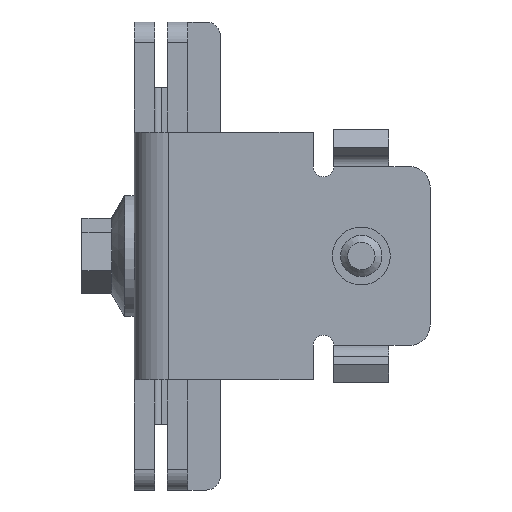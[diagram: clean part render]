
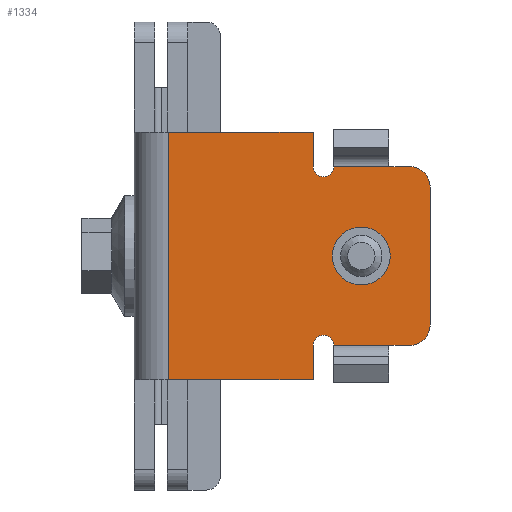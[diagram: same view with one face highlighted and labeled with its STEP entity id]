
A CAD part, left-side view. The second image highlights one B-rep face of the part: STEP entity #1334.
In plain terms, the highlighted face is planar.
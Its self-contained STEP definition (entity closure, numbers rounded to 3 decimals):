
#1135=FACE_BOUND('',#1776,.T.);
#1136=FACE_BOUND('',#1777,.T.);
#1208=CIRCLE('',#4426,3.);
#1209=CIRCLE('',#4427,1.5);
#1210=CIRCLE('',#4428,1.5);
#1211=CIRCLE('',#4429,3.);
#1212=CIRCLE('',#4430,4.2);
#1334=ADVANCED_FACE('',(#1135,#1136),#1491,.T.);
#1491=PLANE('',#4431);
#1776=EDGE_LOOP('',(#2284,#2285,#2286,#2287,#2288,#2289,#2290,#2291,#2292,
#2293,#2294,#2295,#2296,#2297,#2298,#2299));
#1777=EDGE_LOOP('',(#2300));
#2284=ORIENTED_EDGE('',*,*,#3243,.T.);
#2285=ORIENTED_EDGE('',*,*,#3244,.T.);
#2286=ORIENTED_EDGE('',*,*,#3245,.F.);
#2287=ORIENTED_EDGE('',*,*,#3225,.F.);
#2288=ORIENTED_EDGE('',*,*,#3246,.F.);
#2289=ORIENTED_EDGE('',*,*,#3247,.T.);
#2290=ORIENTED_EDGE('',*,*,#3248,.T.);
#2291=ORIENTED_EDGE('',*,*,#3249,.T.);
#2292=ORIENTED_EDGE('',*,*,#3250,.T.);
#2293=ORIENTED_EDGE('',*,*,#3251,.T.);
#2294=ORIENTED_EDGE('',*,*,#3252,.F.);
#2295=ORIENTED_EDGE('',*,*,#3253,.F.);
#2296=ORIENTED_EDGE('',*,*,#3254,.F.);
#2297=ORIENTED_EDGE('',*,*,#3255,.F.);
#2298=ORIENTED_EDGE('',*,*,#3256,.F.);
#2299=ORIENTED_EDGE('',*,*,#3257,.T.);
#2300=ORIENTED_EDGE('',*,*,#3258,.F.);
#2875=VERTEX_POINT('',#5810);
#2876=VERTEX_POINT('',#5812);
#2892=VERTEX_POINT('',#5848);
#2893=VERTEX_POINT('',#5849);
#2894=VERTEX_POINT('',#5851);
#2895=VERTEX_POINT('',#5854);
#2896=VERTEX_POINT('',#5856);
#2897=VERTEX_POINT('',#5858);
#2898=VERTEX_POINT('',#5860);
#2899=VERTEX_POINT('',#5862);
#2900=VERTEX_POINT('',#5864);
#2901=VERTEX_POINT('',#5866);
#2902=VERTEX_POINT('',#5868);
#2903=VERTEX_POINT('',#5870);
#2904=VERTEX_POINT('',#5872);
#2905=VERTEX_POINT('',#5874);
#2906=VERTEX_POINT('',#5877);
#3225=EDGE_CURVE('',#2875,#2876,#3631,.T.);
#3243=EDGE_CURVE('',#2892,#2893,#3644,.T.);
#3244=EDGE_CURVE('',#2893,#2894,#1208,.T.);
#3245=EDGE_CURVE('',#2876,#2894,#3645,.T.);
#3246=EDGE_CURVE('',#2895,#2875,#3646,.T.);
#3247=EDGE_CURVE('',#2895,#2896,#1209,.T.);
#3248=EDGE_CURVE('',#2896,#2897,#3647,.T.);
#3249=EDGE_CURVE('',#2897,#2898,#3648,.T.);
#3250=EDGE_CURVE('',#2898,#2899,#3649,.T.);
#3251=EDGE_CURVE('',#2899,#2900,#3650,.T.);
#3252=EDGE_CURVE('',#2901,#2900,#3651,.T.);
#3253=EDGE_CURVE('',#2902,#2901,#1210,.T.);
#3254=EDGE_CURVE('',#2903,#2902,#3652,.T.);
#3255=EDGE_CURVE('',#2904,#2903,#3653,.T.);
#3256=EDGE_CURVE('',#2905,#2904,#3654,.T.);
#3257=EDGE_CURVE('',#2905,#2892,#1211,.T.);
#3258=EDGE_CURVE('',#2906,#2906,#1212,.T.);
#3631=LINE('',#5811,#3973);
#3644=LINE('',#5847,#3986);
#3645=LINE('',#5852,#3987);
#3646=LINE('',#5853,#3988);
#3647=LINE('',#5857,#3989);
#3648=LINE('',#5859,#3990);
#3649=LINE('',#5861,#3991);
#3650=LINE('',#5863,#3992);
#3651=LINE('',#5865,#3993);
#3652=LINE('',#5869,#3994);
#3653=LINE('',#5871,#3995);
#3654=LINE('',#5873,#3996);
#3973=VECTOR('',#4925,1.);
#3986=VECTOR('',#4952,1.);
#3987=VECTOR('',#4955,1.);
#3988=VECTOR('',#4956,1.);
#3989=VECTOR('',#4959,1.);
#3990=VECTOR('',#4960,1.);
#3991=VECTOR('',#4961,1.);
#3992=VECTOR('',#4962,1.);
#3993=VECTOR('',#4963,1.);
#3994=VECTOR('',#4966,1.);
#3995=VECTOR('',#4967,1.);
#3996=VECTOR('',#4968,1.);
#4426=AXIS2_PLACEMENT_3D('',#5850,#4953,#4954);
#4427=AXIS2_PLACEMENT_3D('',#5855,#4957,#4958);
#4428=AXIS2_PLACEMENT_3D('',#5867,#4964,#4965);
#4429=AXIS2_PLACEMENT_3D('',#5875,#4969,#4970);
#4430=AXIS2_PLACEMENT_3D('',#5876,#4971,#4972);
#4431=AXIS2_PLACEMENT_3D('',#5878,#4973,#4974);
#4925=DIRECTION('',(0.,-1.,0.));
#4952=DIRECTION('',(0.,1.,0.));
#4953=DIRECTION('',(1.,0.,0.));
#4954=DIRECTION('',(0.,0.,-1.));
#4955=DIRECTION('',(0.,0.,-1.));
#4956=DIRECTION('',(0.,0.,-1.));
#4957=DIRECTION('',(-1.,0.,0.));
#4958=DIRECTION('',(0.,0.,1.));
#4959=DIRECTION('',(0.,1.,0.));
#4960=DIRECTION('',(0.,0.,1.));
#4961=DIRECTION('',(0.,-1.,0.));
#4962=DIRECTION('',(0.,0.,-1.));
#4963=DIRECTION('',(0.,-1.,0.));
#4964=DIRECTION('',(1.,0.,0.));
#4965=DIRECTION('',(0.,0.,-1.));
#4966=DIRECTION('',(0.,0.,1.));
#4967=DIRECTION('',(0.,-1.,0.));
#4968=DIRECTION('',(0.,0.,1.));
#4969=DIRECTION('',(1.,0.,0.));
#4970=DIRECTION('',(0.,0.,-1.));
#4971=DIRECTION('',(1.,0.,0.));
#4972=DIRECTION('',(0.,1.,0.));
#4973=DIRECTION('',(1.,0.,0.));
#4974=DIRECTION('',(0.,0.,1.));
#5810=CARTESIAN_POINT('',(4.036,62.886,19.3));
#5811=CARTESIAN_POINT('',(4.036,67.861,19.3));
#5812=CARTESIAN_POINT('',(4.036,62.861,19.3));
#5847=CARTESIAN_POINT('',(4.036,31.861,13.3));
#5848=CARTESIAN_POINT('',(4.036,39.861,13.3));
#5849=CARTESIAN_POINT('',(4.036,59.861,13.3));
#5850=CARTESIAN_POINT('',(4.036,59.861,16.3));
#5851=CARTESIAN_POINT('',(4.036,62.861,16.3));
#5852=CARTESIAN_POINT('',(4.036,62.861,19.3));
#5853=CARTESIAN_POINT('',(4.036,62.886,27.3));
#5854=CARTESIAN_POINT('',(4.036,62.886,27.3));
#5855=CARTESIAN_POINT('',(4.036,62.886,28.8));
#5856=CARTESIAN_POINT('',(4.036,62.886,30.3));
#5857=CARTESIAN_POINT('',(4.036,62.886,30.3));
#5858=CARTESIAN_POINT('',(4.036,67.861,30.3));
#5859=CARTESIAN_POINT('',(4.036,67.861,13.3));
#5860=CARTESIAN_POINT('',(4.036,67.861,51.3));
#5861=CARTESIAN_POINT('',(4.036,67.861,51.3));
#5862=CARTESIAN_POINT('',(4.036,31.861,51.3));
#5863=CARTESIAN_POINT('',(4.036,31.861,53.908));
#5864=CARTESIAN_POINT('',(4.036,31.861,30.3));
#5865=CARTESIAN_POINT('',(4.036,36.835,30.3));
#5866=CARTESIAN_POINT('',(4.036,36.835,30.3));
#5867=CARTESIAN_POINT('',(4.036,36.835,28.8));
#5868=CARTESIAN_POINT('',(4.036,36.835,27.3));
#5869=CARTESIAN_POINT('',(4.036,36.835,19.3));
#5870=CARTESIAN_POINT('',(4.036,36.835,19.3));
#5871=CARTESIAN_POINT('',(4.036,36.861,19.3));
#5872=CARTESIAN_POINT('',(4.036,36.861,19.3));
#5873=CARTESIAN_POINT('',(4.036,36.861,13.3));
#5874=CARTESIAN_POINT('',(4.036,36.861,16.3));
#5875=CARTESIAN_POINT('',(4.036,39.861,16.3));
#5876=CARTESIAN_POINT('',(4.036,49.861,23.3));
#5877=CARTESIAN_POINT('',(4.036,54.061,23.3));
#5878=CARTESIAN_POINT('',(4.036,67.861,53.908));
